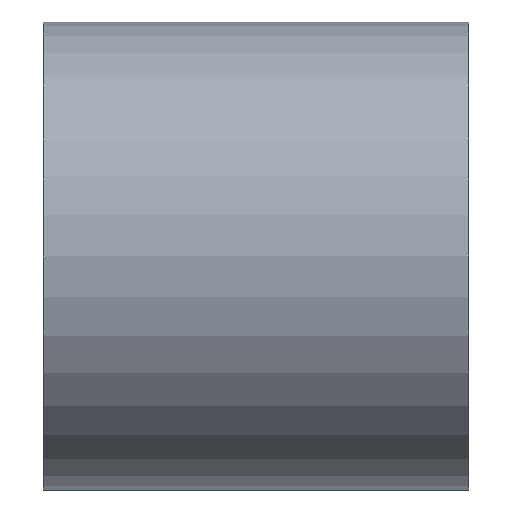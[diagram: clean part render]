
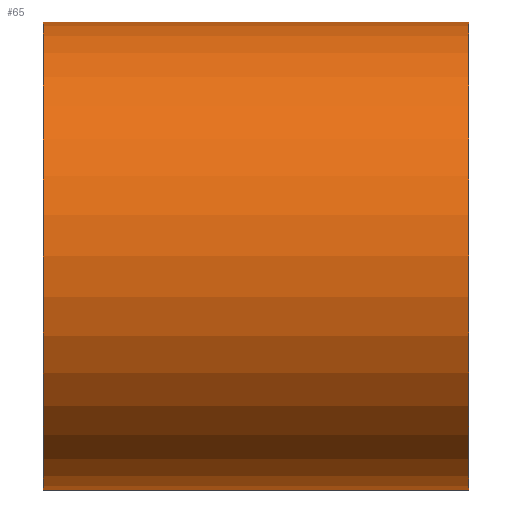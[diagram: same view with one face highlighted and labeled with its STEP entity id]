
A CAD part, left-side view. The second image highlights one B-rep face of the part: STEP entity #65.
In plain terms, the highlighted cylindrical face has radius 11 mm (diameter 22 mm), a full revolution.
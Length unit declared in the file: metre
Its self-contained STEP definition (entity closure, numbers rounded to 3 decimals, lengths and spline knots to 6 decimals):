
#65 = ADVANCED_FACE( 'NONE', ( #148, #149, #150 ), #151, .T. );
#148 = FACE_OUTER_BOUND( '', #255, .T. );
#149 = FACE_OUTER_BOUND( '', #256, .T. );
#150 = FACE_BOUND( '', #257, .T. );
#151 = CYLINDRICAL_SURFACE( '', #258, 0.011 );
#255 = EDGE_LOOP( '', ( #681 ) );
#256 = EDGE_LOOP( '', ( #682 ) );
#257 = EDGE_LOOP( '', ( #683, #684 ) );
#258 = AXIS2_PLACEMENT_3D( '', #685, #686, #687 );
#681 = ORIENTED_EDGE( '', *, *, #797, .T. );
#682 = ORIENTED_EDGE( '', *, *, #813, .T. );
#683 = ORIENTED_EDGE( '', *, *, #814, .T. );
#684 = ORIENTED_EDGE( '', *, *, #815, .T. );
#685 = CARTESIAN_POINT( '', ( 0., 0.013586, 0. ) );
#686 = DIRECTION( '', ( 0., -1., 0. ) );
#687 = DIRECTION( '', ( 0., 0., 1. ) );
#797 = EDGE_CURVE( 'NONE', #860, #860, #861, .T. );
#813 = EDGE_CURVE( 'NONE', #887, #887, #888, .T. );
#814 = EDGE_CURVE( 'NONE', #889, #890, #891, .T. );
#815 = EDGE_CURVE( 'NONE', #890, #889, #892, .T. );
#860 = VERTEX_POINT( '', #947 );
#861 = CIRCLE( '', #948, 0.011 );
#887 = VERTEX_POINT( '', #1055 );
#888 = CIRCLE( '', #1056, 0.011 );
#889 = VERTEX_POINT( 'NONE', #1057 );
#890 = VERTEX_POINT( 'NONE', #1058 );
#891 = B_SPLINE_CURVE_WITH_KNOTS( '', 3, ( #1059, #1060, #1061, #1062, #1063, #1064, #1065, #1066, #1067, #1068, #1069, #1070, #1071, #1072, #1073, #1074, #1075, #1076, #1077, #1078, #1079, #1080, #1081, #1082, #1083, #1084, #1085, #1086, #1087, #1088, #1089, #1090, #1091, #1092, #1093, #1094, #1095 ), .UNSPECIFIED., .F., .F., ( 4, 1, 1, 1, 1, 1, 1, 1, 1, 1, 1, 1, 1, 1, 1, 1, 1, 1, 1, 1, 1, 1, 1, 1, 1, 1, 1, 1, 1, 1, 1, 1, 1, 1, 4 ), ( 0., 0.009888, 0.019674, 0.029374, 0.039005, 0.048584, 0.05813, 0.067659, 0.07719, 0.08674, 0.096327, 0.105968, 0.115682, 0.125483, 0.156143, 0.18811, 0.218816, 0.250589, 0.312999, 0.375563, 0.43784, 0.500505, 0.562877, 0.62505, 0.687516, 0.750076, 0.812541, 0.843881, 0.874945, 0.906726, 0.937517, 0.953653, 0.969415, 0.984847, 1. ), .UNSPECIFIED. );
#892 = B_SPLINE_CURVE_WITH_KNOTS( '', 3, ( #1096, #1097, #1098, #1099, #1100, #1101, #1102, #1103, #1104, #1105, #1106, #1107, #1108, #1109, #1110, #1111, #1112, #1113, #1114, #1115, #1116, #1117, #1118, #1119, #1120, #1121, #1122, #1123, #1124, #1125, #1126, #1127, #1128, #1129, #1130, #1131, #1132 ), .UNSPECIFIED., .F., .F., ( 4, 1, 1, 1, 1, 1, 1, 1, 1, 1, 1, 1, 1, 1, 1, 1, 1, 1, 1, 1, 1, 1, 1, 1, 1, 1, 1, 1, 1, 1, 1, 1, 1, 1, 4 ), ( 0., 0.009878, 0.019653, 0.029342, 0.038962, 0.04853, 0.058062, 0.067578, 0.077094, 0.086629, 0.0962, 0.105825, 0.11552, 0.125302, 0.155961, 0.187925, 0.218698, 0.250547, 0.312664, 0.375125, 0.437036, 0.49956, 0.562084, 0.624378, 0.686894, 0.749555, 0.812197, 0.843561, 0.874648, 0.906512, 0.937379, 0.953553, 0.969349, 0.984815, 1. ), .UNSPECIFIED. );
#947 = CARTESIAN_POINT( '', ( 0.011, 0.01, 0. ) );
#948 = AXIS2_PLACEMENT_3D( '', #1244, #1245, #1246 );
#1055 = CARTESIAN_POINT( '', ( -0.011, -0.01, 0. ) );
#1056 = AXIS2_PLACEMENT_3D( '', #1265, #1266, #1267 );
#1057 = CARTESIAN_POINT( '', ( 0.007605, -0.001791, 0.007948 ) );
#1058 = CARTESIAN_POINT( '', ( 0.007607, 0.001801, -0.007946 ) );
#1059 = CARTESIAN_POINT( '', ( 0.007605, -0.001791, 0.007948 ) );
#1060 = CARTESIAN_POINT( '', ( 0.007587, -0.001705, 0.007965 ) );
#1061 = CARTESIAN_POINT( '', ( 0.007551, -0.001533, 0.007999 ) );
#1062 = CARTESIAN_POINT( '', ( 0.007507, -0.001273, 0.00804 ) );
#1063 = CARTESIAN_POINT( '', ( 0.007471, -0.001013, 0.008074 ) );
#1064 = CARTESIAN_POINT( '', ( 0.007443, -0.000753, 0.0081 ) );
#1065 = CARTESIAN_POINT( '', ( 0.007423, -0.000493, 0.008118 ) );
#1066 = CARTESIAN_POINT( '', ( 0.007411, -0.000233, 0.008128 ) );
#1067 = CARTESIAN_POINT( '', ( 0.007408, 0.000027, 0.008131 ) );
#1068 = CARTESIAN_POINT( '', ( 0.007413, 0.000287, 0.008127 ) );
#1069 = CARTESIAN_POINT( '', ( 0.007426, 0.000547, 0.008115 ) );
#1070 = CARTESIAN_POINT( '', ( 0.007448, 0.000807, 0.008095 ) );
#1071 = CARTESIAN_POINT( '', ( 0.007478, 0.001067, 0.008067 ) );
#1072 = CARTESIAN_POINT( '', ( 0.007516, 0.001327, 0.008032 ) );
#1073 = CARTESIAN_POINT( '', ( 0.007594, 0.00177, 0.007958 ) );
#1074 = CARTESIAN_POINT( '', ( 0.007744, 0.002396, 0.007814 ) );
#1075 = CARTESIAN_POINT( '', ( 0.007995, 0.003166, 0.007559 ) );
#1076 = CARTESIAN_POINT( '', ( 0.00829, 0.003906, 0.007235 ) );
#1077 = CARTESIAN_POINT( '', ( 0.008717, 0.004828, 0.006726 ) );
#1078 = CARTESIAN_POINT( '', ( 0.009287, 0.005878, 0.005939 ) );
#1079 = CARTESIAN_POINT( '', ( 0.009944, 0.006945, 0.004774 ) );
#1080 = CARTESIAN_POINT( '', ( 0.010504, 0.007789, 0.003389 ) );
#1081 = CARTESIAN_POINT( '', ( 0.010893, 0.008349, 0.001812 ) );
#1082 = CARTESIAN_POINT( '', ( 0.011044, 0.008562, 0.000111 ) );
#1083 = CARTESIAN_POINT( '', ( 0.010927, 0.008397, -0.001597 ) );
#1084 = CARTESIAN_POINT( '', ( 0.010565, 0.007879, -0.003195 ) );
#1085 = CARTESIAN_POINT( '', ( 0.010023, 0.007068, -0.004607 ) );
#1086 = CARTESIAN_POINT( '', ( 0.009482, 0.006199, -0.005604 ) );
#1087 = CARTESIAN_POINT( '', ( 0.009033, 0.00541, -0.006286 ) );
#1088 = CARTESIAN_POINT( '', ( 0.008696, 0.00477, -0.006744 ) );
#1089 = CARTESIAN_POINT( '', ( 0.008371, 0.00409, -0.007142 ) );
#1090 = CARTESIAN_POINT( '', ( 0.008118, 0.003482, -0.007425 ) );
#1091 = CARTESIAN_POINT( '', ( 0.007935, 0.002978, -0.007619 ) );
#1092 = CARTESIAN_POINT( '', ( 0.007809, 0.002588, -0.007748 ) );
#1093 = CARTESIAN_POINT( '', ( 0.007698, 0.002197, -0.007858 ) );
#1094 = CARTESIAN_POINT( '', ( 0.007637, 0.001932, -0.007917 ) );
#1095 = CARTESIAN_POINT( '', ( 0.007607, 0.001801, -0.007946 ) );
#1096 = CARTESIAN_POINT( '', ( 0.007607, 0.001801, -0.007946 ) );
#1097 = CARTESIAN_POINT( '', ( 0.007589, 0.001715, -0.007963 ) );
#1098 = CARTESIAN_POINT( '', ( 0.007553, 0.001543, -0.007997 ) );
#1099 = CARTESIAN_POINT( '', ( 0.007509, 0.001283, -0.008038 ) );
#1100 = CARTESIAN_POINT( '', ( 0.007472, 0.001023, -0.008073 ) );
#1101 = CARTESIAN_POINT( '', ( 0.007444, 0.000763, -0.008099 ) );
#1102 = CARTESIAN_POINT( '', ( 0.007424, 0.000503, -0.008117 ) );
#1103 = CARTESIAN_POINT( '', ( 0.007412, 0.000244, -0.008128 ) );
#1104 = CARTESIAN_POINT( '', ( 0.007408, -0.000016, -0.008131 ) );
#1105 = CARTESIAN_POINT( '', ( 0.007413, -0.000276, -0.008127 ) );
#1106 = CARTESIAN_POINT( '', ( 0.007426, -0.000536, -0.008115 ) );
#1107 = CARTESIAN_POINT( '', ( 0.007447, -0.000795, -0.008096 ) );
#1108 = CARTESIAN_POINT( '', ( 0.007476, -0.001055, -0.008069 ) );
#1109 = CARTESIAN_POINT( '', ( 0.007514, -0.001315, -0.008034 ) );
#1110 = CARTESIAN_POINT( '', ( 0.007592, -0.001758, -0.007961 ) );
#1111 = CARTESIAN_POINT( '', ( 0.007741, -0.002385, -0.007817 ) );
#1112 = CARTESIAN_POINT( '', ( 0.007992, -0.003157, -0.007562 ) );
#1113 = CARTESIAN_POINT( '', ( 0.008287, -0.003898, -0.007239 ) );
#1114 = CARTESIAN_POINT( '', ( 0.008713, -0.00482, -0.00673 ) );
#1115 = CARTESIAN_POINT( '', ( 0.009283, -0.005871, -0.005946 ) );
#1116 = CARTESIAN_POINT( '', ( 0.009937, -0.006935, -0.004787 ) );
#1117 = CARTESIAN_POINT( '', ( 0.010497, -0.00778, -0.003407 ) );
#1118 = CARTESIAN_POINT( '', ( 0.010889, -0.008344, -0.001834 ) );
#1119 = CARTESIAN_POINT( '', ( 0.011044, -0.008562, -0.000131 ) );
#1120 = CARTESIAN_POINT( '', ( 0.010929, -0.008401, 0.001581 ) );
#1121 = CARTESIAN_POINT( '', ( 0.010569, -0.007884, 0.003184 ) );
#1122 = CARTESIAN_POINT( '', ( 0.010026, -0.007073, 0.004601 ) );
#1123 = CARTESIAN_POINT( '', ( 0.009484, -0.006202, 0.005601 ) );
#1124 = CARTESIAN_POINT( '', ( 0.009034, -0.005412, 0.006285 ) );
#1125 = CARTESIAN_POINT( '', ( 0.008696, -0.004769, 0.006744 ) );
#1126 = CARTESIAN_POINT( '', ( 0.00837, -0.004088, 0.007143 ) );
#1127 = CARTESIAN_POINT( '', ( 0.008117, -0.003478, 0.007426 ) );
#1128 = CARTESIAN_POINT( '', ( 0.007933, -0.002973, 0.007621 ) );
#1129 = CARTESIAN_POINT( '', ( 0.007807, -0.002581, 0.00775 ) );
#1130 = CARTESIAN_POINT( '', ( 0.007695, -0.002188, 0.00786 ) );
#1131 = CARTESIAN_POINT( '', ( 0.007635, -0.001923, 0.007919 ) );
#1132 = CARTESIAN_POINT( '', ( 0.007605, -0.001791, 0.007948 ) );
#1244 = CARTESIAN_POINT( '', ( 0., 0.01, 0. ) );
#1245 = DIRECTION( '', ( 0., -1., 0. ) );
#1246 = DIRECTION( '', ( 1., 0., 0. ) );
#1265 = CARTESIAN_POINT( '', ( 0., -0.01, 0. ) );
#1266 = DIRECTION( '', ( 0., 1., 0. ) );
#1267 = DIRECTION( '', ( -1., 0., 0. ) );
